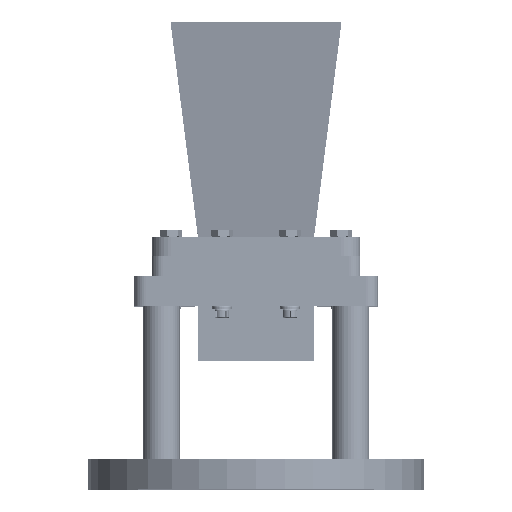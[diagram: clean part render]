
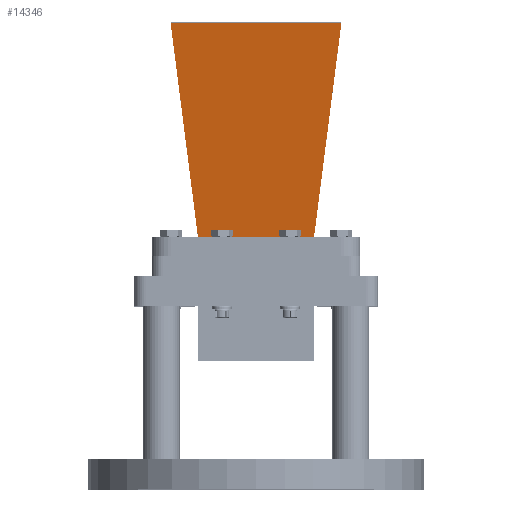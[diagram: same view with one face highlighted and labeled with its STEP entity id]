
A CAD part, top view. The second image highlights one B-rep face of the part: STEP entity #14346.
In plain terms, the highlighted face is planar.
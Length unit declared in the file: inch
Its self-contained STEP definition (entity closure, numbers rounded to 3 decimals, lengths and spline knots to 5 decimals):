
#167 = ORIENTED_EDGE ( 'NONE', *, *, #25976, .F. ) ;
#261 = CARTESIAN_POINT ( 'NONE',  ( 0., -0.3267, -0.05036 ) ) ;
#1497 = DIRECTION ( 'NONE',  ( 1., 0., 0. ) ) ;
#5197 = PLANE ( 'NONE',  #39765 ) ;
#7842 = ORIENTED_EDGE ( 'NONE', *, *, #55894, .F. ) ;
#8165 = VECTOR ( 'NONE', #39856, 39.37008 ) ;
#8761 = EDGE_LOOP ( 'NONE', ( #31967, #10351, #7842, #167 ) ) ;
#9017 = CARTESIAN_POINT ( 'NONE',  ( -0.748, -0.373, 0.25 ) ) ;
#10351 = ORIENTED_EDGE ( 'NONE', *, *, #51177, .F. ) ;
#14346 = ADVANCED_FACE ( 'NONE', ( #40102 ), #5197, .F. ) ;
#14525 = LINE ( 'NONE', #54694, #8165 ) ;
#14941 = CARTESIAN_POINT ( 'NONE',  ( 0.748, -0.373, 0.25 ) ) ;
#15403 = DIRECTION ( 'NONE',  ( 0., 0.152, -0.988 ) ) ;
#17370 = CARTESIAN_POINT ( 'NONE',  ( -0.748, -0.373, 0.25 ) ) ;
#19515 = LINE ( 'NONE', #9017, #40709 ) ;
#20335 = DIRECTION ( 'NONE',  ( 0., 0.988, 0.152 ) ) ;
#22223 = LINE ( 'NONE', #29909, #29239 ) ;
#25976 = EDGE_CURVE ( 'NONE', #64569, #47438, #42183, .T. ) ;
#28508 = VERTEX_POINT ( 'NONE', #47188 ) ;
#29239 = VECTOR ( 'NONE', #1497, 39.37008 ) ;
#29909 = CARTESIAN_POINT ( 'NONE',  ( -1.345, -0.79861, 3.011 ) ) ;
#31967 = ORIENTED_EDGE ( 'NONE', *, *, #58944, .T. ) ;
#39765 = AXIS2_PLACEMENT_3D ( 'NONE', #261, #20335, #15403 ) ;
#39856 = DIRECTION ( 'NONE',  ( 0.125, -0.151, 0.981 ) ) ;
#40102 = FACE_OUTER_BOUND ( 'NONE', #8761, .T. ) ;
#40709 = VECTOR ( 'NONE', #49815, 39.37008 ) ;
#42183 = B_SPLINE_CURVE_WITH_KNOTS ( 'NONE', 3,
 ( #65091, #58835, #64114, #60127 ),
 .UNSPECIFIED., .F., .F.,
 ( 4, 4 ),
 ( 0., 1. ),
 .UNSPECIFIED. ) ;
#47188 = CARTESIAN_POINT ( 'NONE',  ( 1.10085, -0.79861, 3.011 ) ) ;
#47438 = VERTEX_POINT ( 'NONE', #17370 ) ;
#49815 = DIRECTION ( 'NONE',  ( -0.125, -0.151, 0.981 ) ) ;
#51177 = EDGE_CURVE ( 'NONE', #51908, #28508, #22223, .T. ) ;
#51908 = VERTEX_POINT ( 'NONE', #54717 ) ;
#54694 = CARTESIAN_POINT ( 'NONE',  ( 0.748, -0.373, 0.25 ) ) ;
#54717 = CARTESIAN_POINT ( 'NONE',  ( -1.10085, -0.79861, 3.011 ) ) ;
#55894 = EDGE_CURVE ( 'NONE', #47438, #51908, #19515, .T. ) ;
#58835 = CARTESIAN_POINT ( 'NONE',  ( 0.24933, -0.373, 0.25 ) ) ;
#58944 = EDGE_CURVE ( 'NONE', #64569, #28508, #14525, .T. ) ;
#60127 = CARTESIAN_POINT ( 'NONE',  ( -0.748, -0.373, 0.25 ) ) ;
#64114 = CARTESIAN_POINT ( 'NONE',  ( -0.24933, -0.373, 0.25 ) ) ;
#64569 = VERTEX_POINT ( 'NONE', #14941 ) ;
#65091 = CARTESIAN_POINT ( 'NONE',  ( 0.748, -0.373, 0.25 ) ) ;
